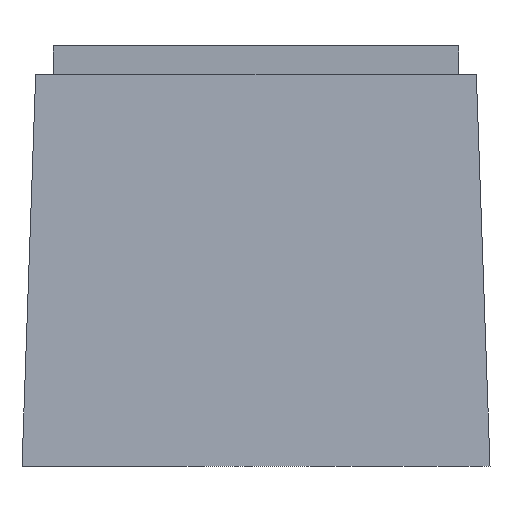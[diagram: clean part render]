
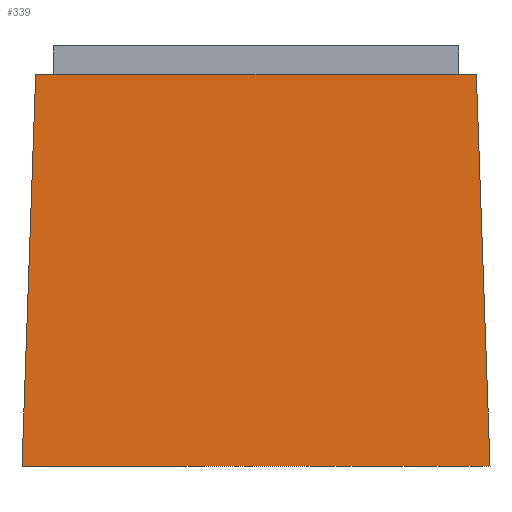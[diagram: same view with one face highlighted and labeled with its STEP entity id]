
A CAD part, front view. The second image highlights one B-rep face of the part: STEP entity #339.
In plain terms, the highlighted planar face has unit normal (0, -0.999, 0.035).
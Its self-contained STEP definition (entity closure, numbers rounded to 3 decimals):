
#319=AXIS2_PLACEMENT_3D('Plane Axis2P3D',#316,#317,#318) ;
#162=CARTESIAN_POINT('Vertex',(0.,0.,0.)) ;
#176=CARTESIAN_POINT('Vertex',(19.714,0.,0.)) ;
#179=CARTESIAN_POINT('Line Origine',(9.857,0.,0.)) ;
#301=CARTESIAN_POINT('Vertex',(19.138,0.576,16.5)) ;
#304=CARTESIAN_POINT('Line Origine',(19.426,0.288,8.25)) ;
#316=CARTESIAN_POINT('Axis2P3D Location',(20.857,0.124,3.557)) ;
#321=CARTESIAN_POINT('Line Origine',(9.857,0.576,16.5)) ;
#325=CARTESIAN_POINT('Vertex',(0.576,0.576,16.5)) ;
#328=CARTESIAN_POINT('Line Origine',(0.288,0.288,8.25)) ;
#180=DIRECTION('Vector Direction',(-1.,0.,0.)) ;
#305=DIRECTION('Vector Direction',(-0.035,0.035,0.999)) ;
#317=DIRECTION('Axis2P3D Direction',(0.,0.999,-0.035)) ;
#318=DIRECTION('Axis2P3D XDirection',(0.,-0.035,-0.999)) ;
#322=DIRECTION('Vector Direction',(-1.,0.,0.)) ;
#329=DIRECTION('Vector Direction',(-0.035,-0.035,-0.999)) ;
#181=VECTOR('Line Direction',#180,1.) ;
#306=VECTOR('Line Direction',#305,1.) ;
#323=VECTOR('Line Direction',#322,1.) ;
#330=VECTOR('Line Direction',#329,1.) ;
#334=ORIENTED_EDGE('',*,*,#308,.T.) ;
#335=ORIENTED_EDGE('',*,*,#327,.T.) ;
#336=ORIENTED_EDGE('',*,*,#332,.T.) ;
#337=ORIENTED_EDGE('',*,*,#183,.F.) ;
#339=ADVANCED_FACE('MANIFOLD_SOLID_BREP #101',(#338),#320,.F.) ;
#183=EDGE_CURVE('',#177,#163,#182,.T.) ;
#308=EDGE_CURVE('',#177,#302,#307,.T.) ;
#327=EDGE_CURVE('',#302,#326,#324,.T.) ;
#332=EDGE_CURVE('',#326,#163,#331,.T.) ;
#333=EDGE_LOOP('',(#334,#335,#336,#337)) ;
#338=FACE_OUTER_BOUND('',#333,.T.) ;
#182=LINE('Line',#179,#181) ;
#307=LINE('Line',#304,#306) ;
#324=LINE('Line',#321,#323) ;
#331=LINE('Line',#328,#330) ;
#320=PLANE('',#319) ;
#163=VERTEX_POINT('',#162) ;
#177=VERTEX_POINT('',#176) ;
#302=VERTEX_POINT('',#301) ;
#326=VERTEX_POINT('',#325) ;
